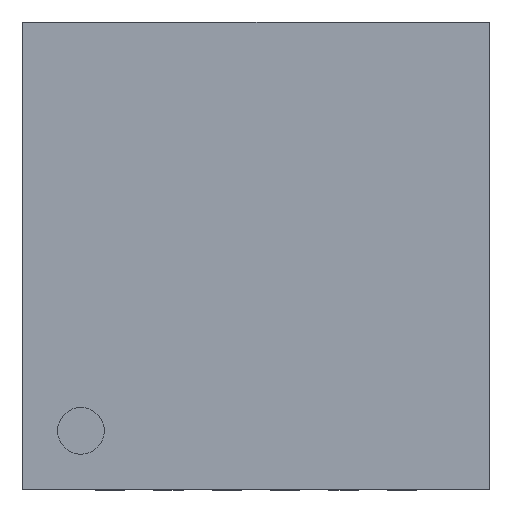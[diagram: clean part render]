
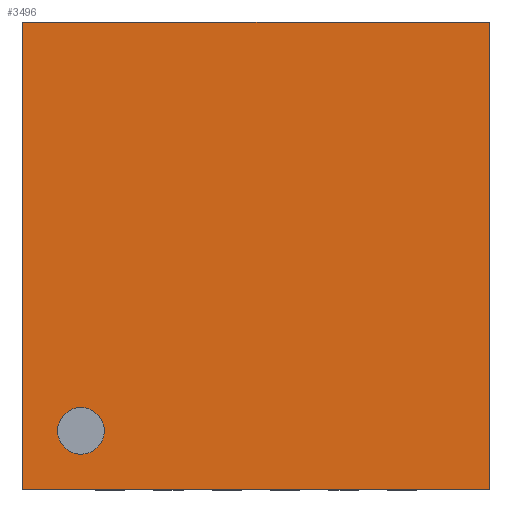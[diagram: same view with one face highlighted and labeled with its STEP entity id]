
A CAD part, top view. The second image highlights one B-rep face of the part: STEP entity #3496.
In plain terms, the highlighted planar face has unit normal (0, 0, 1).
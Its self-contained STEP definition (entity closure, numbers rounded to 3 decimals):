
#8 = DIRECTION ( 'NONE',  ( 0., 0., 1. ) ) ;
#50 = VECTOR ( 'NONE', #9326, 1000. ) ;
#165 = VERTEX_POINT ( 'NONE', #366 ) ;
#246 = DIRECTION ( 'NONE',  ( -1., 0., 0. ) ) ;
#265 = ORIENTED_EDGE ( 'NONE', *, *, #6625, .T. ) ;
#301 = EDGE_CURVE ( 'NONE', #165, #9166, #1237, .T. ) ;
#366 = CARTESIAN_POINT ( 'NONE',  ( 2., -2., 0.9 ) ) ;
#787 = CIRCLE ( 'NONE', #8958, 0.2 ) ;
#798 = CARTESIAN_POINT ( 'NONE',  ( -2., -2., 0.9 ) ) ;
#816 = ORIENTED_EDGE ( 'NONE', *, *, #5913, .T. ) ;
#1022 = VERTEX_POINT ( 'NONE', #1460 ) ;
#1237 = LINE ( 'NONE', #5238, #9922 ) ;
#1441 = VERTEX_POINT ( 'NONE', #9265 ) ;
#1460 = CARTESIAN_POINT ( 'NONE',  ( -1.7, -1.5, 0.9 ) ) ;
#2338 = CARTESIAN_POINT ( 'NONE',  ( -1.5, -1.5, 0.9 ) ) ;
#2724 = CARTESIAN_POINT ( 'NONE',  ( -2., -2., 0.9 ) ) ;
#2970 = ORIENTED_EDGE ( 'NONE', *, *, #301, .T. ) ;
#2986 = FACE_BOUND ( 'NONE', #5429, .T. ) ;
#3002 = AXIS2_PLACEMENT_3D ( 'NONE', #7764, #9173, #7722 ) ;
#3437 = EDGE_CURVE ( 'NONE', #1441, #1022, #5770, .T. ) ;
#3496 = ADVANCED_FACE ( 'NONE', ( #2986, #9964 ), #9323, .T. ) ;
#3767 = ORIENTED_EDGE ( 'NONE', *, *, #7671, .F. ) ;
#4604 = VERTEX_POINT ( 'NONE', #8367 ) ;
#4729 = LINE ( 'NONE', #7672, #50 ) ;
#4867 = ORIENTED_EDGE ( 'NONE', *, *, #5001, .T. ) ;
#4970 = VECTOR ( 'NONE', #246, 1000. ) ;
#5001 = EDGE_CURVE ( 'NONE', #8817, #165, #9550, .T. ) ;
#5238 = CARTESIAN_POINT ( 'NONE',  ( 2., 2., 0.9 ) ) ;
#5429 = EDGE_LOOP ( 'NONE', ( #6997, #3767 ) ) ;
#5440 = CARTESIAN_POINT ( 'NONE',  ( 0., 0., 0.9 ) ) ;
#5568 = CARTESIAN_POINT ( 'NONE',  ( -2., 2., 0.9 ) ) ;
#5608 = DIRECTION ( 'NONE',  ( 1., 0., 0. ) ) ;
#5770 = CIRCLE ( 'NONE', #3002, 0.2 ) ;
#5842 = CARTESIAN_POINT ( 'NONE',  ( 2., 2., 0.9 ) ) ;
#5913 = EDGE_CURVE ( 'NONE', #4604, #8817, #4729, .T. ) ;
#6625 = EDGE_CURVE ( 'NONE', #9166, #4604, #8646, .T. ) ;
#6997 = ORIENTED_EDGE ( 'NONE', *, *, #3437, .F. ) ;
#7424 = VECTOR ( 'NONE', #5608, 1000. ) ;
#7671 = EDGE_CURVE ( 'NONE', #1022, #1441, #787, .T. ) ;
#7672 = CARTESIAN_POINT ( 'NONE',  ( -2., 2., 0.9 ) ) ;
#7722 = DIRECTION ( 'NONE',  ( 1., 0., 0. ) ) ;
#7764 = CARTESIAN_POINT ( 'NONE',  ( -1.5, -1.5, 0.9 ) ) ;
#8367 = CARTESIAN_POINT ( 'NONE',  ( -2., 2., 0.9 ) ) ;
#8376 = DIRECTION ( 'NONE',  ( 0., 1., 0. ) ) ;
#8566 = DIRECTION ( 'NONE',  ( 1., 0., 0. ) ) ;
#8606 = DIRECTION ( 'NONE',  ( 1., 0., 0. ) ) ;
#8646 = LINE ( 'NONE', #5568, #4970 ) ;
#8817 = VERTEX_POINT ( 'NONE', #2724 ) ;
#8958 = AXIS2_PLACEMENT_3D ( 'NONE', #2338, #8, #8606 ) ;
#9128 = DIRECTION ( 'NONE',  ( 0., 0., 1. ) ) ;
#9166 = VERTEX_POINT ( 'NONE', #5842 ) ;
#9173 = DIRECTION ( 'NONE',  ( 0., 0., 1. ) ) ;
#9246 = EDGE_LOOP ( 'NONE', ( #2970, #265, #816, #4867 ) ) ;
#9265 = CARTESIAN_POINT ( 'NONE',  ( -1.3, -1.5, 0.9 ) ) ;
#9323 = PLANE ( 'NONE',  #9551 ) ;
#9326 = DIRECTION ( 'NONE',  ( 0., -1., 0. ) ) ;
#9550 = LINE ( 'NONE', #798, #7424 ) ;
#9551 = AXIS2_PLACEMENT_3D ( 'NONE', #5440, #9128, #8566 ) ;
#9922 = VECTOR ( 'NONE', #8376, 1000. ) ;
#9964 = FACE_OUTER_BOUND ( 'NONE', #9246, .T. ) ;
